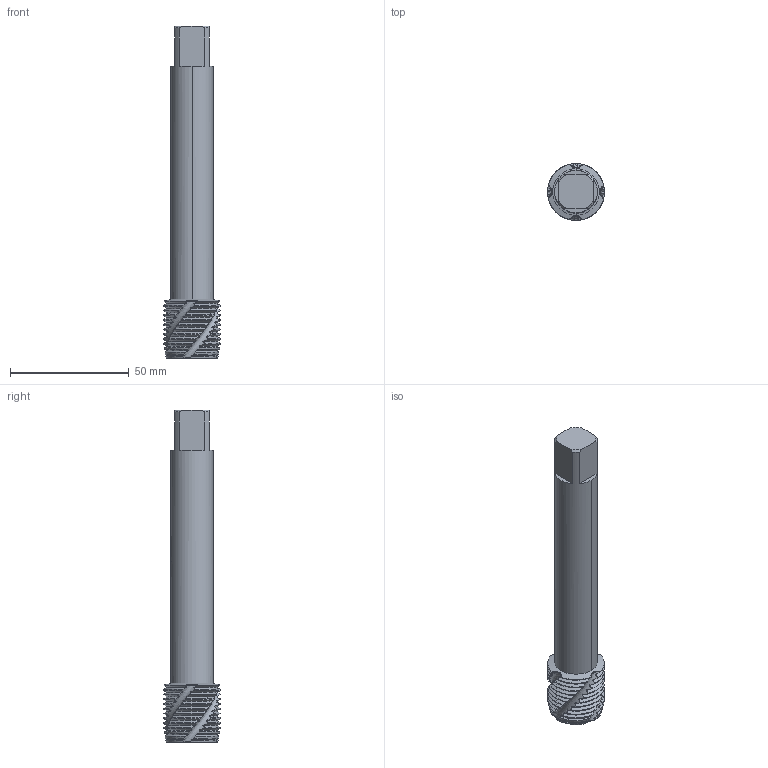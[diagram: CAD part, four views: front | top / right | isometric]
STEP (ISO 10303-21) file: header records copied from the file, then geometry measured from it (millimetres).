
FILE_DESCRIPTION(('no description'),'unknown implementation level');
FILE_NAME('solidimcXVTKPTx1XvcHRKqKsnhg3q_Q_1.STP',' ',('CIM GmbH Aachen'),('CADClick - KiM GmbH - www.kimweb.de'),'unknown preprocess','ACIS','unknown authorization');
FILE_SCHEMA(('automotive_design'));
Length unit declared in the file: millimetre
Products named in the file (2): 1; 2
Bounding box: 24 x 24 x 140 mm (x, y, z)
Volume: 38060.5 mm3; surface area: 13197.1 mm2
Topology: 2 solids, 2 shells, 319 faces, 911 edges, 596 vertices
Faces by surface type: cone 154, cylinder 136, plane 17, bspline 8, revolution 4
Entity records: 26516 total; most frequent: CARTESIAN_POINT 8667, STYLED_ITEM 1828, PRESENTATION_STYLE_ASSIGNMENT 1828, COLOUR_RGB 1828, ORIENTED_EDGE 1822, DIRECTION 1425, EDGE_CURVE 911, CURVE_STYLE 911
